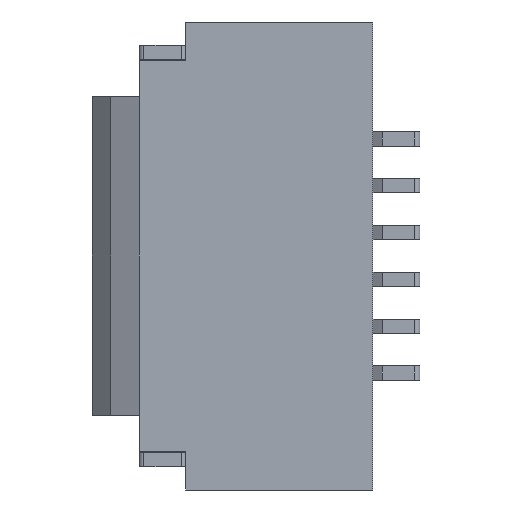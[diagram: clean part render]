
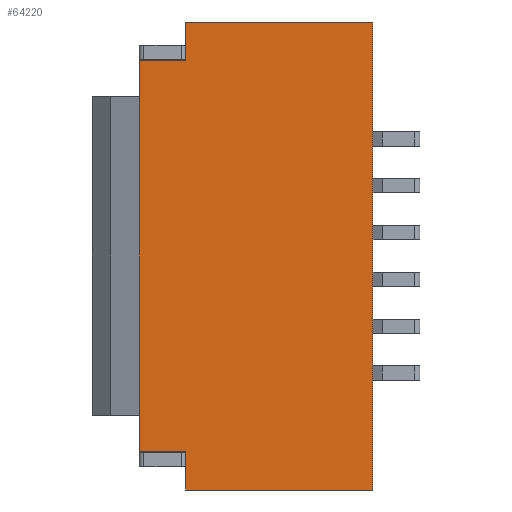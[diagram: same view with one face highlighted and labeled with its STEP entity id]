
A CAD part, front view. The second image highlights one B-rep face of the part: STEP entity #64220.
In plain terms, the highlighted planar face has unit normal (0, -1, 0).
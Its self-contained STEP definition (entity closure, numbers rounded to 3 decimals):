
#3380=CARTESIAN_POINT('',(3.202,-0.908,4.6));
#3390=VERTEX_POINT('',#3380);
#3560=CARTESIAN_POINT('',(3.202,-0.908,-0.4));
#3570=VERTEX_POINT('',#3560);
#3600=CARTESIAN_POINT('',(3.202,-0.908,17.438));
#3610=DIRECTION('',(0.,0.,-1.));
#3620=VECTOR('',#3610,1.);
#3630=LINE('',#3600,#3620);
#3640=EDGE_CURVE('',#3390,#3570,#3630,.T.);
#12810=CARTESIAN_POINT('',(1.202,-0.908,-0.4));
#12820=VERTEX_POINT('',#12810);
#12850=CARTESIAN_POINT('',(1.202,-0.908,-0.4));
#12860=DIRECTION('',(1.,0.,0.));
#12870=VECTOR('',#12860,1.);
#12880=LINE('',#12850,#12870);
#12890=EDGE_CURVE('',#12820,#3570,#12880,.T.);
#16540=CARTESIAN_POINT('',(1.202,-0.908,4.6));
#16550=VERTEX_POINT('',#16540);
#16580=CARTESIAN_POINT('',(1.202,-0.908,4.188));
#16590=DIRECTION('',(0.,0.,1.));
#16600=VECTOR('',#16590,1.);
#16610=LINE('',#16580,#16600);
#16620=CARTESIAN_POINT('',(1.202,-0.908,4.188));
#16630=VERTEX_POINT('',#16620);
#16640=EDGE_CURVE('',#16630,#16550,#16610,.T.);
#19830=CARTESIAN_POINT('',(1.202,-0.908,4.6));
#19840=DIRECTION('',(1.,0.,0.));
#19850=VECTOR('',#19840,1.);
#19860=LINE('',#19830,#19850);
#19870=EDGE_CURVE('',#16550,#3390,#19860,.T.);
#25320=CARTESIAN_POINT('',(3.202,-0.908,4.188));
#25330=DIRECTION('',(1.,0.,0.));
#25340=VECTOR('',#25330,1.);
#25350=LINE('',#25320,#25340);
#25360=CARTESIAN_POINT('',(0.702,-0.908,4.188));
#25370=VERTEX_POINT('',#25360);
#25380=EDGE_CURVE('',#25370,#16630,#25350,.T.);
#29460=CARTESIAN_POINT('',(1.202,-0.908,0.012));
#29470=VERTEX_POINT('',#29460);
#29500=CARTESIAN_POINT('',(1.202,-0.908,0.012));
#29510=DIRECTION('',(0.,0.,-1.));
#29520=VECTOR('',#29510,1.);
#29530=LINE('',#29500,#29520);
#29540=EDGE_CURVE('',#29470,#12820,#29530,.T.);
#31650=CARTESIAN_POINT('',(0.702,-0.908,0.012));
#31660=VERTEX_POINT('',#31650);
#31690=CARTESIAN_POINT('',(3.202,-0.908,0.012));
#31700=DIRECTION('',(1.,0.,0.));
#31710=VECTOR('',#31700,1.);
#31720=LINE('',#31690,#31710);
#31730=EDGE_CURVE('',#31660,#29470,#31720,.T.);
#32110=CARTESIAN_POINT('',(0.702,-0.908,-1.115));
#32120=DIRECTION('',(0.,0.,1.));
#32130=VECTOR('',#32120,1.);
#32140=LINE('',#32110,#32130);
#32150=EDGE_CURVE('',#31660,#25370,#32140,.T.);
#64070=CARTESIAN_POINT('',(1.202,-0.908,15.85));
#64080=DIRECTION('',(0.,1.,0.));
#64090=DIRECTION('',(1.,0.,0.));
#64100=AXIS2_PLACEMENT_3D('',#64070,#64080,#64090);
#64110=PLANE('',#64100);
#64120=ORIENTED_EDGE('',*,*,#25380,.F.);
#64130=ORIENTED_EDGE('',*,*,#16640,.F.);
#64140=ORIENTED_EDGE('',*,*,#19870,.F.);
#64150=ORIENTED_EDGE('',*,*,#3640,.F.);
#64160=ORIENTED_EDGE('',*,*,#12890,.T.);
#64170=ORIENTED_EDGE('',*,*,#29540,.T.);
#64180=ORIENTED_EDGE('',*,*,#31730,.T.);
#64190=ORIENTED_EDGE('',*,*,#32150,.F.);
#64200=EDGE_LOOP('',(#64190,#64180,#64170,#64160,#64150,#64140,#64130,
#64120));
#64210=FACE_OUTER_BOUND('',#64200,.T.);
#64220=ADVANCED_FACE('',(#64210),#64110,.F.);
